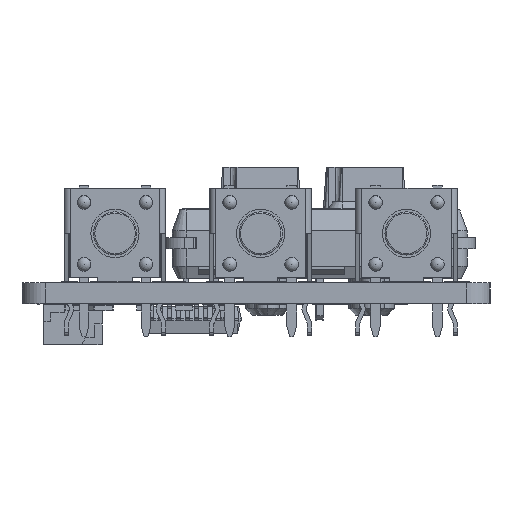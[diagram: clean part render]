
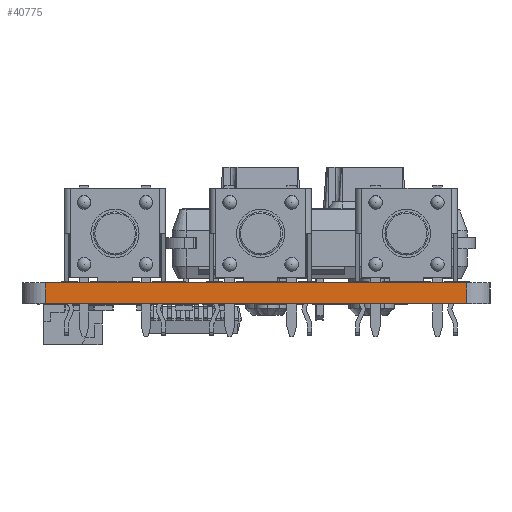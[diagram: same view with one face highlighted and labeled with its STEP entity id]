
A CAD part, left-side view. The second image highlights one B-rep face of the part: STEP entity #40775.
In plain terms, the highlighted planar face has unit normal (-1, 0, 0).
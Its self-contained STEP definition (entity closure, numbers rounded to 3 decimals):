
#39598 = VERTEX_POINT('',#39599);
#39599 = CARTESIAN_POINT('',(-42.714,15.299,0.));
#39606 = EDGE_CURVE('',#39607,#39598,#39609,.T.);
#39607 = VERTEX_POINT('',#39608);
#39608 = CARTESIAN_POINT('',(-42.714,-15.299,0.));
#39609 = LINE('',#39610,#39611);
#39610 = CARTESIAN_POINT('',(-42.714,-15.299,0.));
#39611 = VECTOR('',#39612,1.);
#39612 = DIRECTION('',(0.,1.,0.));
#40173 = VERTEX_POINT('',#40174);
#40174 = CARTESIAN_POINT('',(-42.714,15.299,1.51));
#40181 = EDGE_CURVE('',#40182,#40173,#40184,.T.);
#40182 = VERTEX_POINT('',#40183);
#40183 = CARTESIAN_POINT('',(-42.714,-15.299,1.51));
#40184 = LINE('',#40185,#40186);
#40185 = CARTESIAN_POINT('',(-42.714,-15.299,1.51));
#40186 = VECTOR('',#40187,1.);
#40187 = DIRECTION('',(0.,1.,0.));
#40745 = EDGE_CURVE('',#39598,#40173,#40746,.T.);
#40746 = LINE('',#40747,#40748);
#40747 = CARTESIAN_POINT('',(-42.714,15.299,0.));
#40748 = VECTOR('',#40749,1.);
#40749 = DIRECTION('',(0.,0.,1.));
#40775 = ADVANCED_FACE('',(#40776),#40787,.T.);
#40776 = FACE_BOUND('',#40777,.T.);
#40777 = EDGE_LOOP('',(#40778,#40784,#40785,#40786));
#40778 = ORIENTED_EDGE('',*,*,#40779,.T.);
#40779 = EDGE_CURVE('',#39607,#40182,#40780,.T.);
#40780 = LINE('',#40781,#40782);
#40781 = CARTESIAN_POINT('',(-42.714,-15.299,0.));
#40782 = VECTOR('',#40783,1.);
#40783 = DIRECTION('',(0.,0.,1.));
#40784 = ORIENTED_EDGE('',*,*,#40181,.T.);
#40785 = ORIENTED_EDGE('',*,*,#40745,.F.);
#40786 = ORIENTED_EDGE('',*,*,#39606,.F.);
#40787 = PLANE('',#40788);
#40788 = AXIS2_PLACEMENT_3D('',#40789,#40790,#40791);
#40789 = CARTESIAN_POINT('',(-42.714,-15.299,0.));
#40790 = DIRECTION('',(-1.,0.,0.));
#40791 = DIRECTION('',(0.,1.,0.));
